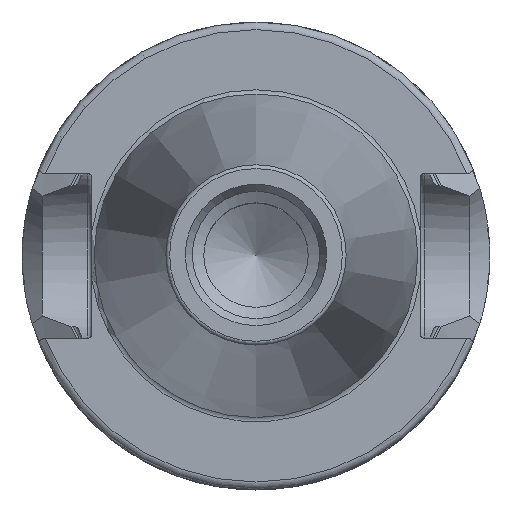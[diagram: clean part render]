
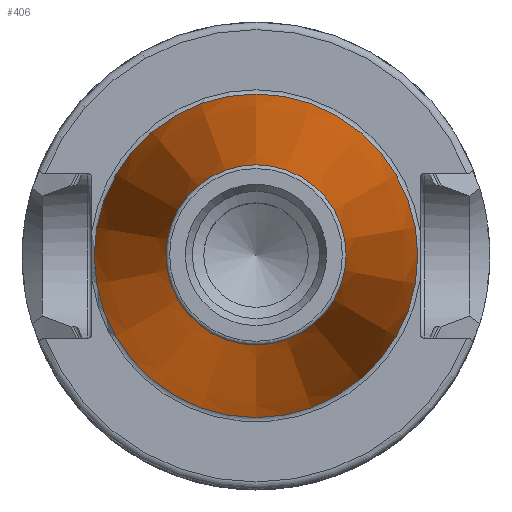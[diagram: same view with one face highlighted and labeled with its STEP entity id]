
A CAD part, top view. The second image highlights one B-rep face of the part: STEP entity #406.
In plain terms, the highlighted conical face has half-angle 8.298 degrees and reference radius 8.816 mm.
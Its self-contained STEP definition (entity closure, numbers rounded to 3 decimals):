
#406=ADVANCED_FACE('',(#474,#475),#432,.T.);
#432=CONICAL_SURFACE('',#1562,8.816,8.298);
#474=FACE_BOUND('',#596,.T.);
#475=FACE_BOUND('',#597,.T.);
#596=EDGE_LOOP('',(#970));
#597=EDGE_LOOP('',(#971));
#970=ORIENTED_EDGE('',*,*,#1308,.T.);
#971=ORIENTED_EDGE('',*,*,#1282,.F.);
#1105=VERTEX_POINT('',#2634);
#1120=VERTEX_POINT('',#2693);
#1282=EDGE_CURVE('',#1105,#1105,#1377,.T.);
#1308=EDGE_CURVE('',#1120,#1120,#1384,.T.);
#1377=CIRCLE('',#1538,15.904);
#1384=CIRCLE('',#1560,8.863);
#1538=AXIS2_PLACEMENT_3D('',#2633,#1863,#1864);
#1560=AXIS2_PLACEMENT_3D('',#2692,#1925,#1926);
#1562=AXIS2_PLACEMENT_3D('',#2695,#1929,#1930);
#1863=DIRECTION('',(0.,0.,-1.));
#1864=DIRECTION('',(0.,-1.,0.));
#1925=DIRECTION('',(0.,0.,-1.));
#1926=DIRECTION('',(0.,-1.,0.));
#1929=DIRECTION('',(0.,0.,-1.));
#1930=DIRECTION('',(0.,1.,0.));
#2633=CARTESIAN_POINT('',(0.,0.,-0.2));
#2634=CARTESIAN_POINT('',(0.,-15.904,-0.2));
#2692=CARTESIAN_POINT('',(0.,0.,48.079));
#2693=CARTESIAN_POINT('',(0.,-8.863,48.079));
#2695=CARTESIAN_POINT('',(0.,0.,48.4));
